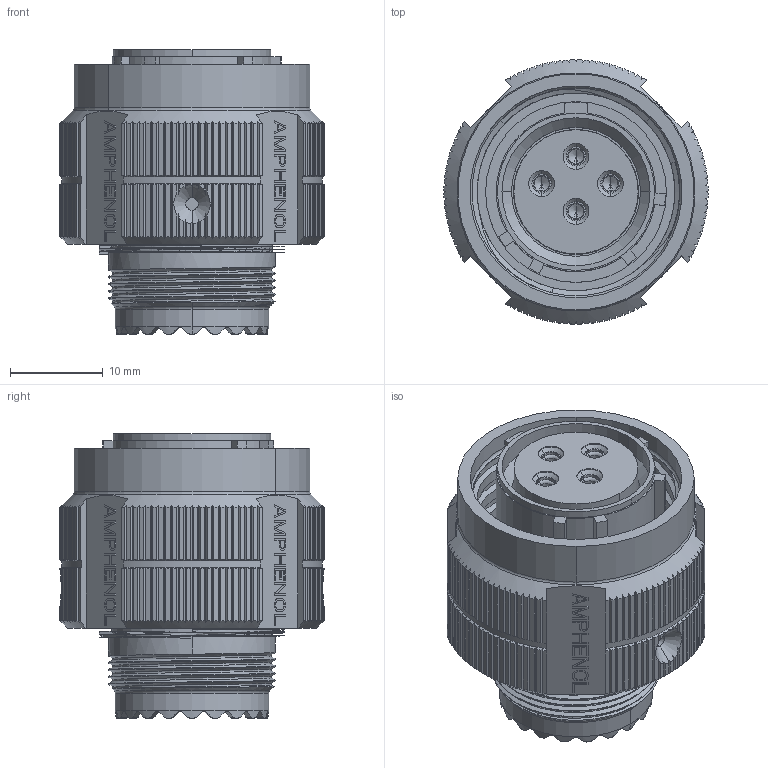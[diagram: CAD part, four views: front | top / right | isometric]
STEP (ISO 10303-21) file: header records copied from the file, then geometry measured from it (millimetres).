
FILE_DESCRIPTION((''),'2;1');
FILE_NAME('TVS06DS-13-4S_SW','2022-03-29T13:40:08',('sigmaxadm'),(''),'CREO PARAMETRIC BY PTC INC, 2021184','CREO PARAMETRIC BY PTC INC, 2021184','');
FILE_SCHEMA(('CONFIG_CONTROL_DESIGN'));
Products named in the file (1): TVS06DS-13-4S_SW
Bounding box: 28.47 x 28.47 x 30.63 mm (x, y, z)
Volume: 10111.5 mm3; surface area: 11654.4 mm2
Topology: 1 solids, 2 shells, 1809 faces, 4655 edges, 2930 vertices
Faces by surface type: plane 1069, cylinder 413, cone 252, torus 54, bspline 21
Entity records: 71846 total; most frequent: CARTESIAN_POINT 29334, ORIENTED_EDGE 9274, DIRECTION 8186, EDGE_CURVE 4637, VERTEX_POINT 2930, AXIS2_PLACEMENT_3D 2812, VECTOR 2562, LINE 2562
